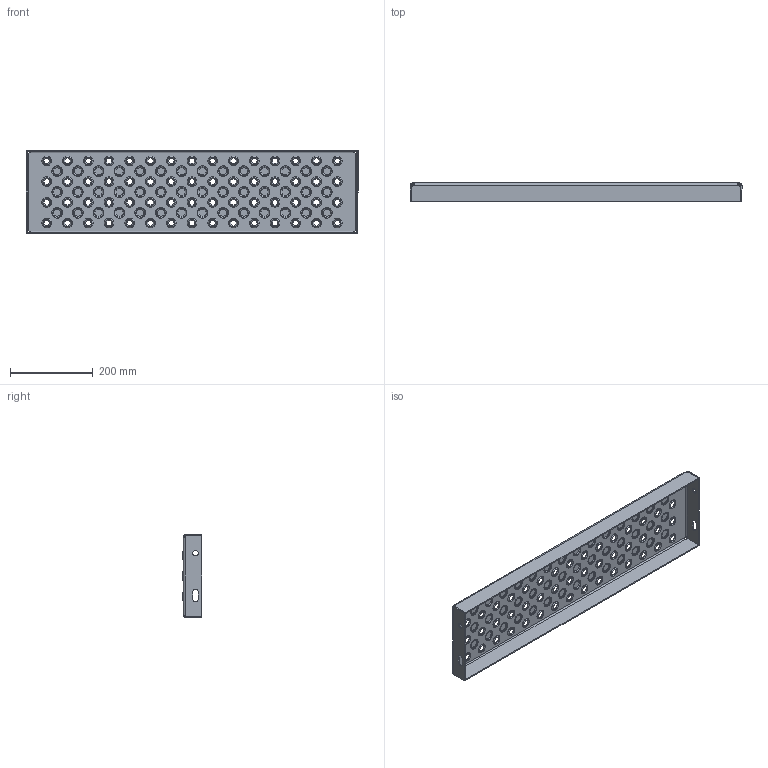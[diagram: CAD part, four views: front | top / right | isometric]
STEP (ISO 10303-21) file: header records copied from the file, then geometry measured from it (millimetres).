
FILE_DESCRIPTION (( 'STEP AP214' ), '1' );
FILE_NAME ('OPTIMO-Tread-Type-G-800x200x45x3-st240-F160030101.STEP', '2021-08-10T12:15:13', ( '' ), ( '' ), 'SwSTEP 2.0', 'SolidWorks 2021', '' );
FILE_SCHEMA (( 'AUTOMOTIVE_DESIGN' ));
Length unit declared in the file: millimetre
Products named in the file (1): OPTIMO-Tread-Type-G-800x200x45x3-st240-F160030101
Bounding box: 800 x 47.01 x 200 mm (x, y, z)
Volume: 694901.2 mm3; surface area: 479962.8 mm2
Topology: 1 solids, 1 shells, 1090 faces, 2740 edges, 1736 vertices
Faces by surface type: cone 528, torus 408, plane 110, cylinder 32, bspline 12
Entity records: 34636 total; most frequent: DIRECTION 6942, CARTESIAN_POINT 6401, ORIENTED_EDGE 5480, AXIS2_PLACEMENT_3D 3167, EDGE_CURVE 2740, CIRCLE 2088, VERTEX_POINT 1736, EDGE_LOOP 1302
